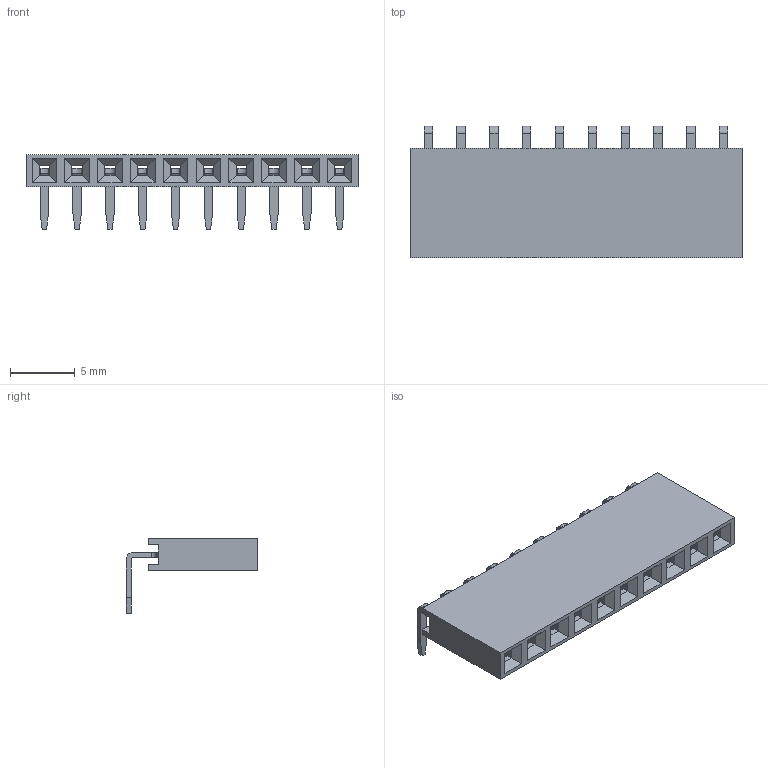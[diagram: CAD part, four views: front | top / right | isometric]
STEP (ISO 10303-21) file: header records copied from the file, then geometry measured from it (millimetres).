
FILE_DESCRIPTION(('STEP AP214'), '1');
FILE_NAME('DS1024-1x5RF1', '2016-04-20T21:00:37', ('Nobody'), (''), 'ASCON STEP Converter 1.3', 'ASCON Math Kernel', '');
FILE_SCHEMA(('AUTOMOTIVE_DESIGN { 1 0 10303 214 3 1 1}'));
Length unit declared in the file: millimetre
Bounding box: 25.7 x 10.2 x 5.8 mm (x, y, z)
Volume: 414.9 mm3; surface area: 1518.8 mm2
Topology: 11 solids, 11 shells, 520 faces, 1484 edges, 976 vertices
Faces by surface type: plane 390, cylinder 130
Entity records: 21092 total; most frequent: CARTESIAN_POINT 2981, ORIENTED_EDGE 2968, DIRECTION 2786, EDGE_CURVE 1484, LINE 1224, VECTOR 1224, VERTEX_POINT 976, AXIS2_PLACEMENT_3D 781
